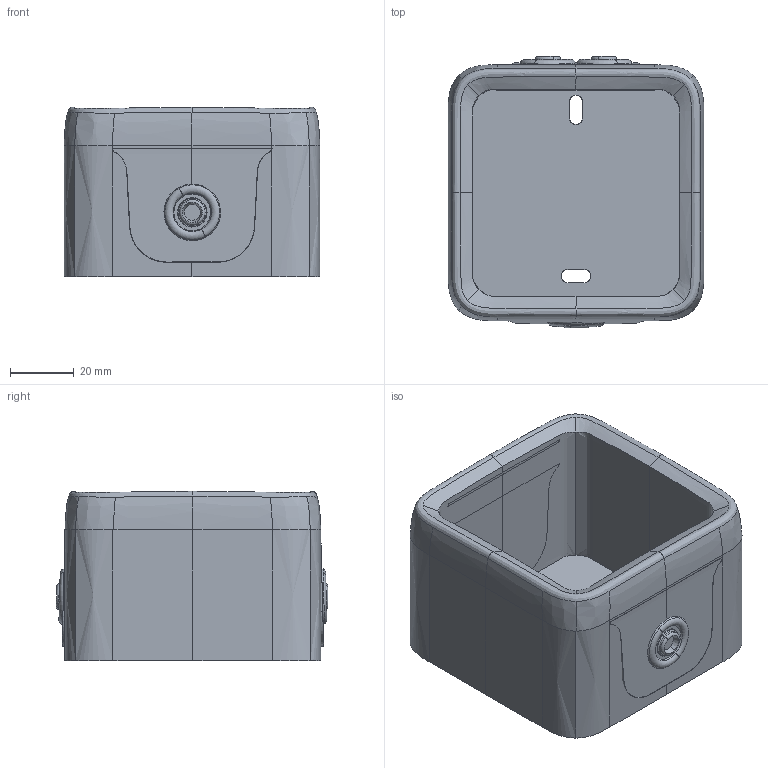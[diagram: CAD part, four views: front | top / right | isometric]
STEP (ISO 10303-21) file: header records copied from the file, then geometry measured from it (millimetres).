
FILE_DESCRIPTION(('CATIA V5 STEP Exchange','CAx-IF Rec.Pracs.--- Model Styling and Organization---1.5--- 2016-08-15','CAx-IF Rec.Pracs.---Supplemental Geometry---1.0---2011-11-01','CAx-IF Rec.Pracs.--- Composite Materials ---1.1---2010-07-15'),'2;1');
FILE_NAME('070741 _AllCATPart.stp','2021-12-08T15:37:41+00:00',('none'),('none'),'CATIA Version 5-6 Release 2020 SP3','CATIA V5 STEP AP214 v2','none');
FILE_SCHEMA(('AUTOMOTIVE_DESIGN { 1 0 10303 214 1 1 1 1 }'));
Length unit declared in the file: millimetre
Products named in the file (1): 070741 _AllCATPart
Bounding box: 80 x 84.92 x 52.95 mm (x, y, z)
Surface area: 45285 mm2 (no closed solid volume)
Topology: 0 solids, 5 shells, 142 faces, 363 edges, 232 vertices
Faces by surface type: bspline 34, plane 32, extrusion 28, cone 28, torus 20
Entity records: 22983 total; most frequent: CARTESIAN_POINT 19988, ORIENTED_EDGE 667, DIRECTION 396, EDGE_CURVE 363, VERTEX_POINT 232, B_SPLINE_CURVE_WITH_KNOTS 183, AXIS2_PLACEMENT_3D 177, EDGE_LOOP 153
